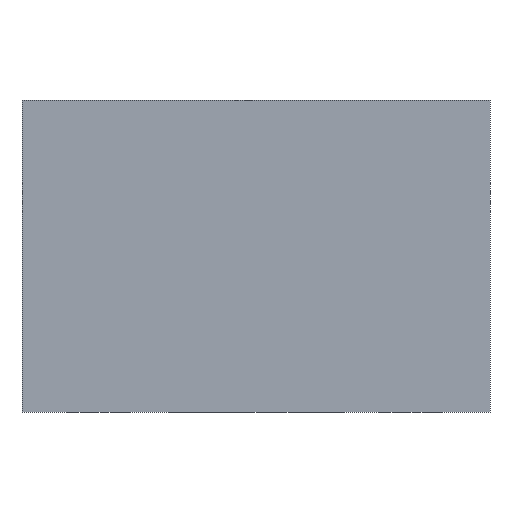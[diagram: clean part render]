
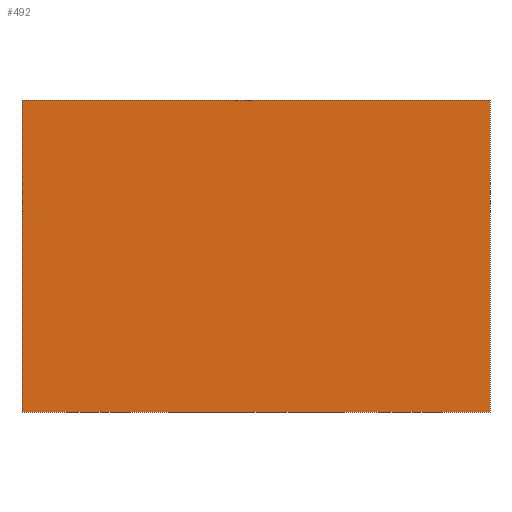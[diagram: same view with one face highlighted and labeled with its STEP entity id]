
A CAD part, left-side view. The second image highlights one B-rep face of the part: STEP entity #492.
In plain terms, the highlighted planar face has unit normal (-1, 0, 0).
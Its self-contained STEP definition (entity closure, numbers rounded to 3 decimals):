
#42=PLANE('',#578);
#81=FACE_OUTER_BOUND('',#120,.T.);
#120=EDGE_LOOP('',(#443,#444,#445,#446));
#134=LINE('',#759,#160);
#150=LINE('',#869,#176);
#151=LINE('',#871,#177);
#152=LINE('',#872,#178);
#160=VECTOR('',#601,10.);
#176=VECTOR('',#727,10.);
#177=VECTOR('',#728,10.);
#178=VECTOR('',#729,10.);
#228=VERTEX_POINT('',#757);
#229=VERTEX_POINT('',#758);
#268=VERTEX_POINT('',#868);
#269=VERTEX_POINT('',#870);
#278=EDGE_CURVE('',#228,#229,#134,.T.);
#330=EDGE_CURVE('',#268,#229,#150,.T.);
#331=EDGE_CURVE('',#268,#269,#151,.T.);
#332=EDGE_CURVE('',#269,#228,#152,.T.);
#443=ORIENTED_EDGE('',*,*,#278,.T.);
#444=ORIENTED_EDGE('',*,*,#330,.F.);
#445=ORIENTED_EDGE('',*,*,#331,.T.);
#446=ORIENTED_EDGE('',*,*,#332,.T.);
#492=ADVANCED_FACE('',(#81),#42,.T.);
#578=AXIS2_PLACEMENT_3D('',#867,#725,#726);
#601=DIRECTION('',(0.,1.,0.));
#725=DIRECTION('center_axis',(-1.,0.,0.));
#726=DIRECTION('ref_axis',(0.,0.,1.));
#727=DIRECTION('',(0.,0.,1.));
#728=DIRECTION('',(0.,-1.,0.));
#729=DIRECTION('',(0.,0.,1.));
#757=CARTESIAN_POINT('',(-37.5,-37.5,50.));
#758=CARTESIAN_POINT('',(-37.5,37.5,50.));
#759=CARTESIAN_POINT('',(-37.5,37.5,50.));
#867=CARTESIAN_POINT('Origin',(-37.5,-37.5,0.));
#868=CARTESIAN_POINT('',(-37.5,37.5,0.));
#869=CARTESIAN_POINT('',(-37.5,37.5,0.));
#870=CARTESIAN_POINT('',(-37.5,-37.5,0.));
#871=CARTESIAN_POINT('',(-37.5,37.5,0.));
#872=CARTESIAN_POINT('',(-37.5,-37.5,0.));
